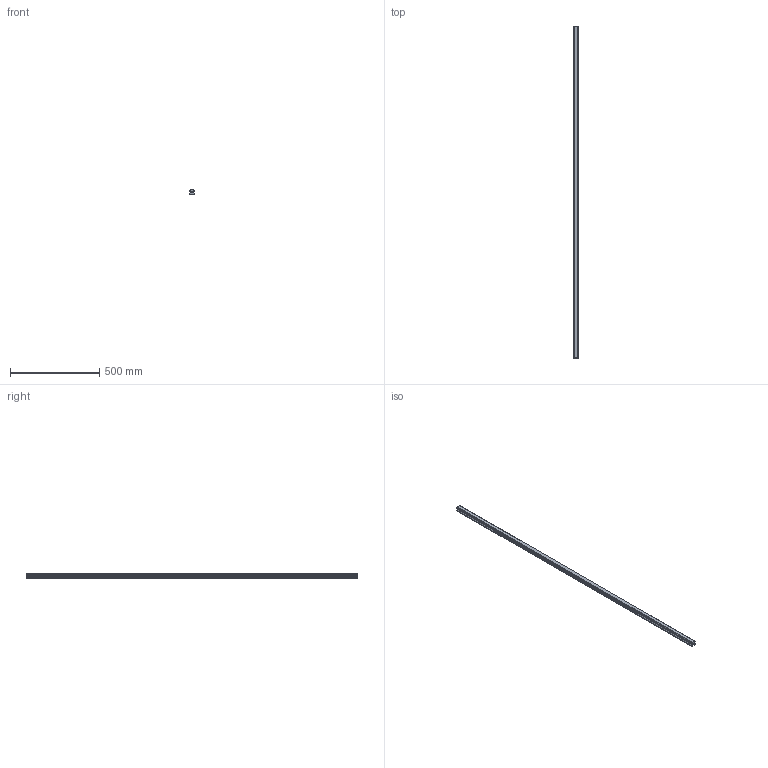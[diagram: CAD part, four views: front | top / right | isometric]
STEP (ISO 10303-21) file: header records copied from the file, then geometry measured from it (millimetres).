
FILE_DESCRIPTION(('STEP AP214'),'1');
FILE_NAME('cctmp_AC42C985-F8A4-474B-B508-6104BED99B63_2021_01_26_12_18_34_0325..stp','2021-01-26T11:18:34',('HIWIN GmbH'),('CADClick - www.CADClick.com'),'Spatial InterOp 3D',' ','unknown authorization');
FILE_SCHEMA(('AUTOMOTIVE_DESIGN'));
Length unit declared in the file: millimetre
Products named in the file (1): HGR30T1860C_FILE
Bounding box: 28 x 1860 x 26 mm (x, y, z)
Volume: 1127911.5 mm3; surface area: 214689.7 mm2
Topology: 1 solids, 1 shells, 211 faces, 567 edges, 338 vertices
Faces by surface type: plane 93, cylinder 70, cone 48
Entity records: 7913 total; most frequent: DIRECTION 1083, CARTESIAN_POINT 1069, ORIENTED_EDGE 1038, EDGE_CURVE 519, LINE 379, VECTOR 379, AXIS2_PLACEMENT_3D 352, VERTEX_POINT 338
